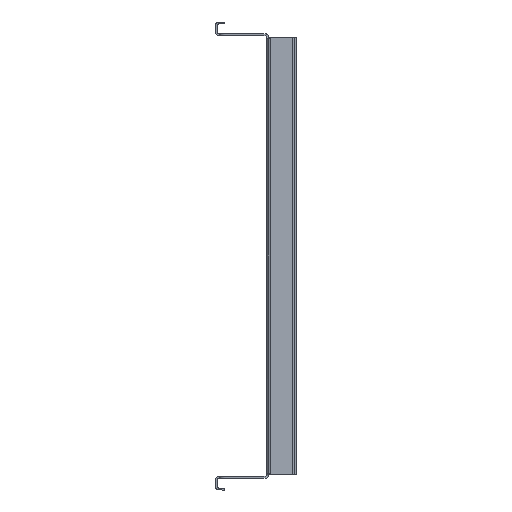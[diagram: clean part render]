
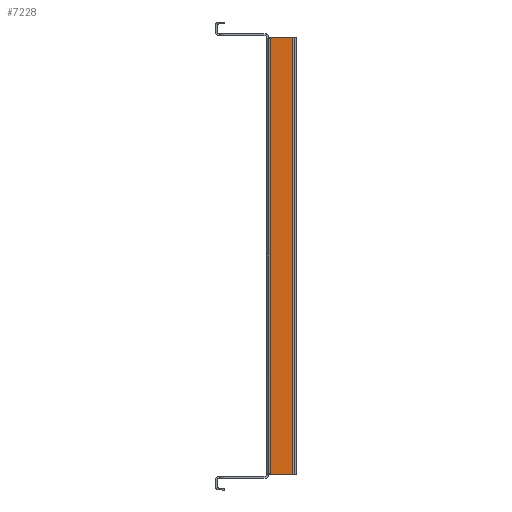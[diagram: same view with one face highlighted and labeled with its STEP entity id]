
A CAD part, left-side view. The second image highlights one B-rep face of the part: STEP entity #7228.
In plain terms, the highlighted planar face has unit normal (-1, 0, 0).
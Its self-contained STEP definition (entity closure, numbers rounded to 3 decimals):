
#2 = CARTESIAN_POINT ( 'NONE',  ( -580., -4., -243. ) ) ;
#846 = CARTESIAN_POINT ( 'NONE',  ( -580., -4., 0. ) ) ;
#1145 = EDGE_CURVE ( 'NONE', #21212, #21939, #20022, .T. ) ;
#1905 = LINE ( 'NONE', #7812, #7051 ) ;
#2198 = CARTESIAN_POINT ( 'NONE',  ( -580., -29., 243. ) ) ;
#2668 = FACE_OUTER_BOUND ( 'NONE', #12418, .T. ) ;
#3011 = EDGE_CURVE ( 'NONE', #21939, #4627, #1905, .T. ) ;
#3755 = EDGE_CURVE ( 'NONE', #4627, #19715, #13840, .T. ) ;
#4627 = VERTEX_POINT ( 'NONE', #24384 ) ;
#6994 = AXIS2_PLACEMENT_3D ( 'NONE', #8952, #17497, #18477 ) ;
#7051 = VECTOR ( 'NONE', #22901, 1000. ) ;
#7228 = ADVANCED_FACE ( 'NONE', ( #2668 ), #17361, .T. ) ;
#7812 = CARTESIAN_POINT ( 'NONE',  ( -580., 0., -243. ) ) ;
#8952 = CARTESIAN_POINT ( 'NONE',  ( -580., 0., 0. ) ) ;
#9223 = VECTOR ( 'NONE', #17920, 1000. ) ;
#9632 = DIRECTION ( 'NONE',  ( 0., 0., 1. ) ) ;
#9860 = VECTOR ( 'NONE', #9632, 1000. ) ;
#12418 = EDGE_LOOP ( 'NONE', ( #20172, #16349, #20587, #14653 ) ) ;
#13840 = LINE ( 'NONE', #16080, #9860 ) ;
#14653 = ORIENTED_EDGE ( 'NONE', *, *, #1145, .T. ) ;
#15352 = LINE ( 'NONE', #23877, #17889 ) ;
#16080 = CARTESIAN_POINT ( 'NONE',  ( -580., -29., -243. ) ) ;
#16349 = ORIENTED_EDGE ( 'NONE', *, *, #3755, .T. ) ;
#17361 = PLANE ( 'NONE',  #6994 ) ;
#17497 = DIRECTION ( 'NONE',  ( -1., 0., 0. ) ) ;
#17889 = VECTOR ( 'NONE', #19699, 1000. ) ;
#17920 = DIRECTION ( 'NONE',  ( 0., 0., -1. ) ) ;
#18477 = DIRECTION ( 'NONE',  ( 0., -1., 0. ) ) ;
#19699 = DIRECTION ( 'NONE',  ( 0., 1., 0. ) ) ;
#19715 = VERTEX_POINT ( 'NONE', #2198 ) ;
#19954 = EDGE_CURVE ( 'NONE', #19715, #21212, #15352, .T. ) ;
#20022 = LINE ( 'NONE', #846, #9223 ) ;
#20172 = ORIENTED_EDGE ( 'NONE', *, *, #3011, .T. ) ;
#20587 = ORIENTED_EDGE ( 'NONE', *, *, #19954, .T. ) ;
#21212 = VERTEX_POINT ( 'NONE', #21341 ) ;
#21341 = CARTESIAN_POINT ( 'NONE',  ( -580., -4., 243. ) ) ;
#21939 = VERTEX_POINT ( 'NONE', #2 ) ;
#22901 = DIRECTION ( 'NONE',  ( 0., -1., 0. ) ) ;
#23877 = CARTESIAN_POINT ( 'NONE',  ( -580., 0., 243. ) ) ;
#24384 = CARTESIAN_POINT ( 'NONE',  ( -580., -29., -243. ) ) ;
